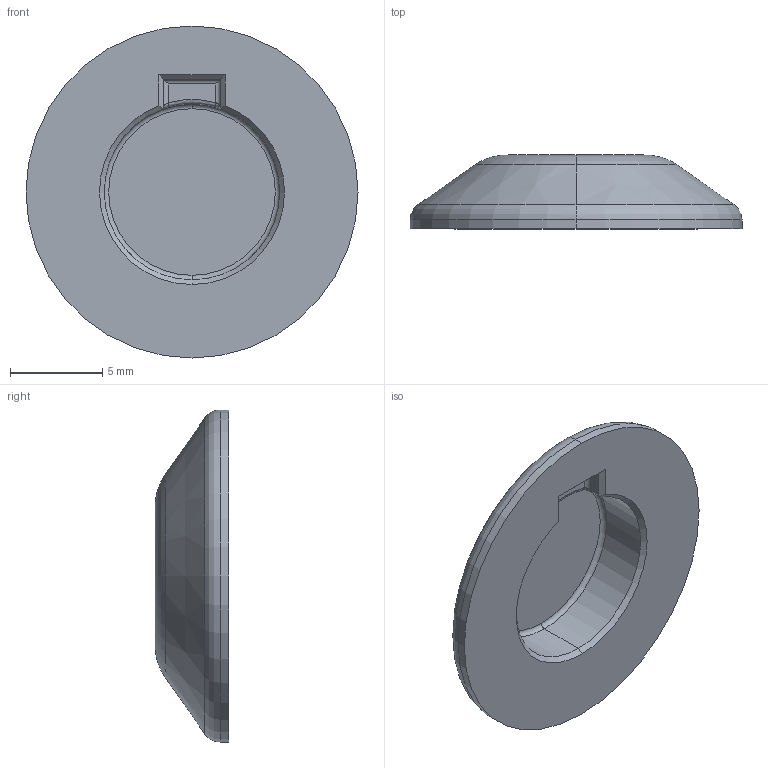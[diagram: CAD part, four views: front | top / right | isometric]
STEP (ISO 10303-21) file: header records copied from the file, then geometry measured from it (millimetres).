
FILE_DESCRIPTION (( 'STEP AP214' ), '1' );
FILE_NAME ('servo_shaft_cover.STEP', '2019-11-24T04:01:48', ( '' ), ( '' ), 'SwSTEP 2.0', 'SolidWorks 2015', '' );
FILE_SCHEMA (( 'AUTOMOTIVE_DESIGN' ));
Length unit declared in the file: millimetre
Products named in the file (1): servo_shaft_cover
Bounding box: 18 x 4 x 18 mm (x, y, z)
Volume: 480.6 mm3; surface area: 686.8 mm2
Topology: 1 solids, 1 shells, 32 faces, 70 edges, 41 vertices
Faces by surface type: plane 10, cylinder 9, torus 7, cone 4, bspline 2
Entity records: 945 total; most frequent: CARTESIAN_POINT 222, DIRECTION 151, ORIENTED_EDGE 140, EDGE_CURVE 70, AXIS2_PLACEMENT_3D 62, VERTEX_POINT 41, EDGE_LOOP 33, FACE_OUTER_BOUND 32
